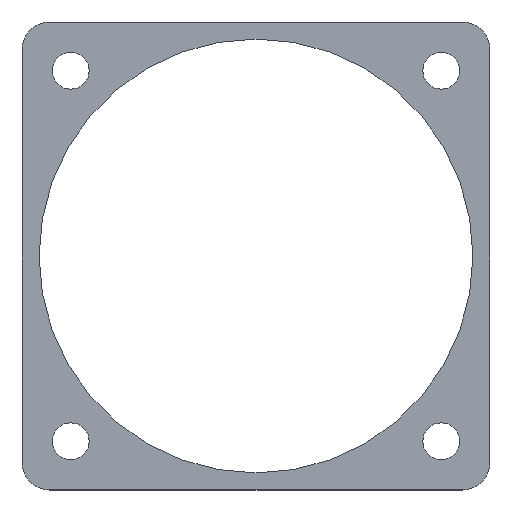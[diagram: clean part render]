
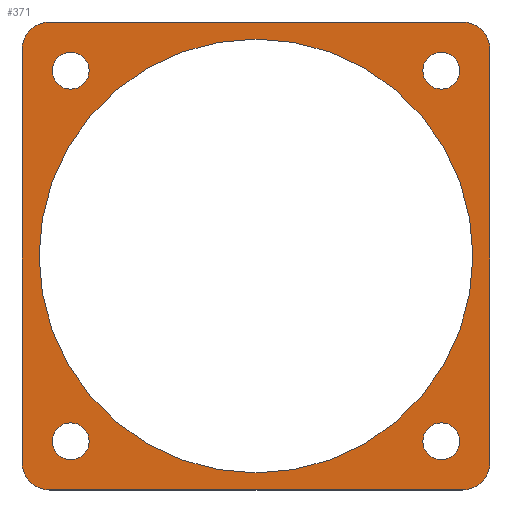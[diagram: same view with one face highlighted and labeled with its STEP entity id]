
A CAD part, top view. The second image highlights one B-rep face of the part: STEP entity #371.
In plain terms, the highlighted planar face has unit normal (0, 0, 1).
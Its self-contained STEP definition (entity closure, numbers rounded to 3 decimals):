
#2=CARTESIAN_POINT('',(0.,0.,0.));
#3=DIRECTION('',(0.,0.,-1.));
#4=DIRECTION('',(1.,0.,0.));
#5=AXIS2_PLACEMENT_3D('',#2,#3,#4);
#7=CARTESIAN_POINT('',(0.,0.,0.));
#8=DIRECTION('',(0.,0.,-1.));
#9=DIRECTION('',(-1.,0.,0.));
#10=AXIS2_PLACEMENT_3D('',#7,#8,#9);
#12=CARTESIAN_POINT('',(-30.165,30.165,0.));
#13=DIRECTION('',(0.,0.,-1.));
#14=DIRECTION('',(1.,0.,0.));
#15=AXIS2_PLACEMENT_3D('',#12,#13,#14);
#17=CARTESIAN_POINT('',(-30.165,30.165,0.));
#18=DIRECTION('',(0.,0.,-1.));
#19=DIRECTION('',(-1.,0.,0.));
#20=AXIS2_PLACEMENT_3D('',#17,#18,#19);
#22=CARTESIAN_POINT('',(30.165,30.165,0.));
#23=DIRECTION('',(0.,0.,-1.));
#24=DIRECTION('',(1.,0.,0.));
#25=AXIS2_PLACEMENT_3D('',#22,#23,#24);
#27=CARTESIAN_POINT('',(30.165,30.165,0.));
#28=DIRECTION('',(0.,0.,-1.));
#29=DIRECTION('',(-1.,0.,0.));
#30=AXIS2_PLACEMENT_3D('',#27,#28,#29);
#32=CARTESIAN_POINT('',(30.165,-30.165,0.));
#33=DIRECTION('',(0.,0.,-1.));
#34=DIRECTION('',(1.,0.,0.));
#35=AXIS2_PLACEMENT_3D('',#32,#33,#34);
#37=CARTESIAN_POINT('',(30.165,-30.165,0.));
#38=DIRECTION('',(0.,0.,-1.));
#39=DIRECTION('',(-1.,0.,0.));
#40=AXIS2_PLACEMENT_3D('',#37,#38,#39);
#42=CARTESIAN_POINT('',(-30.165,-30.165,0.));
#43=DIRECTION('',(0.,0.,-1.));
#44=DIRECTION('',(1.,0.,0.));
#45=AXIS2_PLACEMENT_3D('',#42,#43,#44);
#47=CARTESIAN_POINT('',(-30.165,-30.165,0.));
#48=DIRECTION('',(0.,0.,-1.));
#49=DIRECTION('',(-1.,0.,0.));
#50=AXIS2_PLACEMENT_3D('',#47,#48,#49);
#52=DIRECTION('',(-1.,0.,0.));
#53=VECTOR('',#52,67.2);
#54=CARTESIAN_POINT('',(33.6,38.1,0.));
#55=LINE('',#54,#53);
#56=CARTESIAN_POINT('',(33.6,33.6,0.));
#57=DIRECTION('',(0.,0.,1.));
#58=DIRECTION('',(1.,0.,0.));
#59=AXIS2_PLACEMENT_3D('',#56,#57,#58);
#61=DIRECTION('',(0.,1.,0.));
#62=VECTOR('',#61,67.2);
#63=CARTESIAN_POINT('',(38.1,-33.6,0.));
#64=LINE('',#63,#62);
#65=CARTESIAN_POINT('',(33.6,-33.6,0.));
#66=DIRECTION('',(0.,0.,1.));
#67=DIRECTION('',(0.,-1.,0.));
#68=AXIS2_PLACEMENT_3D('',#65,#66,#67);
#70=DIRECTION('',(1.,0.,0.));
#71=VECTOR('',#70,67.2);
#72=CARTESIAN_POINT('',(-33.6,-38.1,0.));
#73=LINE('',#72,#71);
#74=CARTESIAN_POINT('',(-33.6,-33.6,0.));
#75=DIRECTION('',(0.,0.,1.));
#76=DIRECTION('',(-1.,0.,0.));
#77=AXIS2_PLACEMENT_3D('',#74,#75,#76);
#79=DIRECTION('',(0.,-1.,0.));
#80=VECTOR('',#79,67.2);
#81=CARTESIAN_POINT('',(-38.1,33.6,0.));
#82=LINE('',#81,#80);
#83=CARTESIAN_POINT('',(-33.6,33.6,0.));
#84=DIRECTION('',(0.,0.,1.));
#85=DIRECTION('',(0.,1.,0.));
#86=AXIS2_PLACEMENT_3D('',#83,#84,#85);
#246=CARTESIAN_POINT('',(35.32,0.,0.));
#247=CARTESIAN_POINT('',(-35.32,0.,0.));
#248=VERTEX_POINT('',#246);
#249=VERTEX_POINT('',#247);
#250=CARTESIAN_POINT('',(-27.165,30.165,0.));
#251=CARTESIAN_POINT('',(-33.165,30.165,0.));
#252=VERTEX_POINT('',#250);
#253=VERTEX_POINT('',#251);
#254=CARTESIAN_POINT('',(33.165,30.165,0.));
#255=CARTESIAN_POINT('',(27.165,30.165,0.));
#256=VERTEX_POINT('',#254);
#257=VERTEX_POINT('',#255);
#258=CARTESIAN_POINT('',(33.165,-30.165,0.));
#259=CARTESIAN_POINT('',(27.165,-30.165,0.));
#260=VERTEX_POINT('',#258);
#261=VERTEX_POINT('',#259);
#262=CARTESIAN_POINT('',(-27.165,-30.165,0.));
#263=CARTESIAN_POINT('',(-33.165,-30.165,0.));
#264=VERTEX_POINT('',#262);
#265=VERTEX_POINT('',#263);
#266=CARTESIAN_POINT('',(33.6,38.1,0.));
#267=CARTESIAN_POINT('',(-33.6,38.1,0.));
#268=VERTEX_POINT('',#266);
#269=VERTEX_POINT('',#267);
#270=CARTESIAN_POINT('',(-38.1,33.6,0.));
#271=VERTEX_POINT('',#270);
#272=CARTESIAN_POINT('',(-38.1,-33.6,0.));
#273=VERTEX_POINT('',#272);
#274=CARTESIAN_POINT('',(-33.6,-38.1,0.));
#275=VERTEX_POINT('',#274);
#276=CARTESIAN_POINT('',(33.6,-38.1,0.));
#277=VERTEX_POINT('',#276);
#278=CARTESIAN_POINT('',(38.1,-33.6,0.));
#279=VERTEX_POINT('',#278);
#280=CARTESIAN_POINT('',(38.1,33.6,0.));
#281=VERTEX_POINT('',#280);
#318=CARTESIAN_POINT('',(0.,0.,0.));
#319=DIRECTION('',(0.,0.,1.));
#320=DIRECTION('',(1.,0.,0.));
#321=AXIS2_PLACEMENT_3D('',#318,#319,#320);
#322=PLANE('',#321);
#324=ORIENTED_EDGE('',*,*,#323,.F.);
#326=ORIENTED_EDGE('',*,*,#325,.F.);
#328=ORIENTED_EDGE('',*,*,#327,.F.);
#330=ORIENTED_EDGE('',*,*,#329,.F.);
#332=ORIENTED_EDGE('',*,*,#331,.F.);
#334=ORIENTED_EDGE('',*,*,#333,.F.);
#336=ORIENTED_EDGE('',*,*,#335,.F.);
#338=ORIENTED_EDGE('',*,*,#337,.F.);
#339=EDGE_LOOP('',(#324,#326,#328,#330,#332,#334,#336,#338));
#340=FACE_OUTER_BOUND('',#339,.F.);
#342=ORIENTED_EDGE('',*,*,#341,.F.);
#344=ORIENTED_EDGE('',*,*,#343,.F.);
#345=EDGE_LOOP('',(#342,#344));
#346=FACE_BOUND('',#345,.F.);
#348=ORIENTED_EDGE('',*,*,#347,.F.);
#350=ORIENTED_EDGE('',*,*,#349,.F.);
#351=EDGE_LOOP('',(#348,#350));
#352=FACE_BOUND('',#351,.F.);
#354=ORIENTED_EDGE('',*,*,#353,.F.);
#356=ORIENTED_EDGE('',*,*,#355,.F.);
#357=EDGE_LOOP('',(#354,#356));
#358=FACE_BOUND('',#357,.F.);
#360=ORIENTED_EDGE('',*,*,#359,.F.);
#362=ORIENTED_EDGE('',*,*,#361,.F.);
#363=EDGE_LOOP('',(#360,#362));
#364=FACE_BOUND('',#363,.F.);
#366=ORIENTED_EDGE('',*,*,#365,.F.);
#368=ORIENTED_EDGE('',*,*,#367,.F.);
#369=EDGE_LOOP('',(#366,#368));
#370=FACE_BOUND('',#369,.F.);
#6=CIRCLE('',#5,35.32);
#11=CIRCLE('',#10,35.32);
#16=CIRCLE('',#15,3.);
#21=CIRCLE('',#20,3.);
#26=CIRCLE('',#25,3.);
#31=CIRCLE('',#30,3.);
#36=CIRCLE('',#35,3.);
#41=CIRCLE('',#40,3.);
#46=CIRCLE('',#45,3.);
#51=CIRCLE('',#50,3.);
#60=CIRCLE('',#59,4.5);
#69=CIRCLE('',#68,4.5);
#78=CIRCLE('',#77,4.5);
#87=CIRCLE('',#86,4.5);
#323=EDGE_CURVE('',#268,#269,#55,.T.);
#325=EDGE_CURVE('',#281,#268,#60,.T.);
#327=EDGE_CURVE('',#279,#281,#64,.T.);
#329=EDGE_CURVE('',#277,#279,#69,.T.);
#331=EDGE_CURVE('',#275,#277,#73,.T.);
#333=EDGE_CURVE('',#273,#275,#78,.T.);
#335=EDGE_CURVE('',#271,#273,#82,.T.);
#337=EDGE_CURVE('',#269,#271,#87,.T.);
#341=EDGE_CURVE('',#252,#253,#16,.T.);
#343=EDGE_CURVE('',#253,#252,#21,.T.);
#347=EDGE_CURVE('',#256,#257,#26,.T.);
#349=EDGE_CURVE('',#257,#256,#31,.T.);
#353=EDGE_CURVE('',#260,#261,#36,.T.);
#355=EDGE_CURVE('',#261,#260,#41,.T.);
#359=EDGE_CURVE('',#264,#265,#46,.T.);
#361=EDGE_CURVE('',#265,#264,#51,.T.);
#365=EDGE_CURVE('',#248,#249,#6,.T.);
#367=EDGE_CURVE('',#249,#248,#11,.T.);
#371=ADVANCED_FACE('',(#340,#346,#352,#358,#364,#370),#322,.T.);
